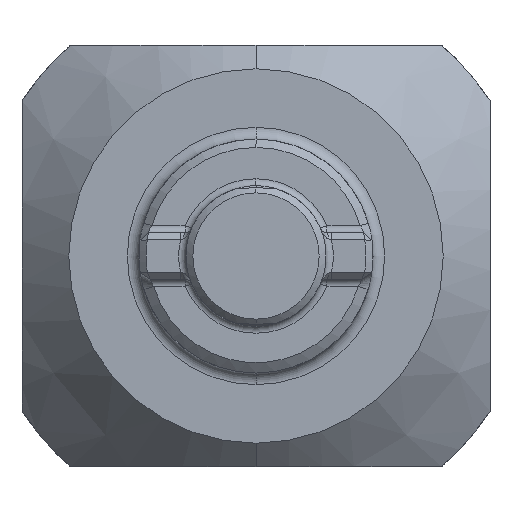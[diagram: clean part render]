
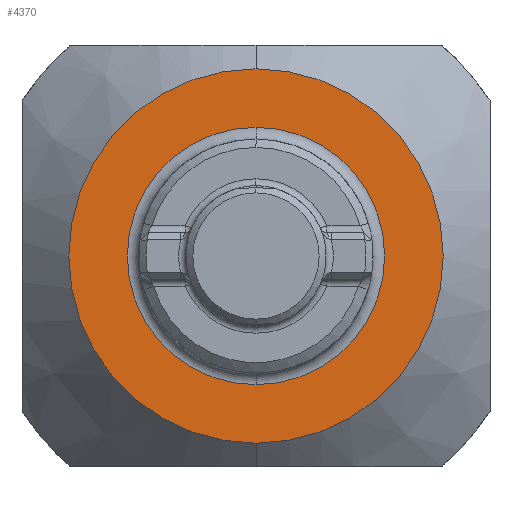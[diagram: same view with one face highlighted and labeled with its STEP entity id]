
A CAD part, left-side view. The second image highlights one B-rep face of the part: STEP entity #4370.
In plain terms, the highlighted planar face has unit normal (-1, 0, 0).
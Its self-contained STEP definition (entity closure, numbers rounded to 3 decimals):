
#96 = EDGE_CURVE ( 'NONE', #5638, #4563, #3920, .T. ) ;
#124 = VERTEX_POINT ( 'NONE', #2677 ) ;
#176 = DIRECTION ( 'NONE',  ( -1., 0., 0. ) ) ;
#185 = ORIENTED_EDGE ( 'NONE', *, *, #2569, .F. ) ;
#750 = DIRECTION ( 'NONE',  ( 0., 0., 1. ) ) ;
#852 = CIRCLE ( 'NONE', #5504, 8. ) ;
#905 = EDGE_LOOP ( 'NONE', ( #4135, #185 ) ) ;
#952 = AXIS2_PLACEMENT_3D ( 'NONE', #1815, #6361, #750 ) ;
#1079 = DIRECTION ( 'NONE',  ( 1., 0., 0. ) ) ;
#1211 = FACE_OUTER_BOUND ( 'NONE', #905, .T. ) ;
#1410 = CARTESIAN_POINT ( 'NONE',  ( 27., 0., 5.5 ) ) ;
#1815 = CARTESIAN_POINT ( 'NONE',  ( 27., 5., 0. ) ) ;
#1859 = EDGE_LOOP ( 'NONE', ( #2500, #6344 ) ) ;
#1905 = CIRCLE ( 'NONE', #3816, 5.5 ) ;
#2254 = DIRECTION ( 'NONE',  ( 0., 0., 1. ) ) ;
#2313 = DIRECTION ( 'NONE',  ( 0., 0., 1. ) ) ;
#2500 = ORIENTED_EDGE ( 'NONE', *, *, #96, .F. ) ;
#2569 = EDGE_CURVE ( 'NONE', #124, #6143, #2750, .T. ) ;
#2677 = CARTESIAN_POINT ( 'NONE',  ( 27., 0., -8. ) ) ;
#2750 = CIRCLE ( 'NONE', #3914, 8. ) ;
#2808 = FACE_BOUND ( 'NONE', #1859, .T. ) ;
#2907 = CARTESIAN_POINT ( 'NONE',  ( 27., 0., 0. ) ) ;
#3628 = DIRECTION ( 'NONE',  ( 0., 0., -1. ) ) ;
#3816 = AXIS2_PLACEMENT_3D ( 'NONE', #4896, #5761, #2313 ) ;
#3914 = AXIS2_PLACEMENT_3D ( 'NONE', #2907, #4928, #5964 ) ;
#3920 = CIRCLE ( 'NONE', #5714, 5.5 ) ;
#4135 = ORIENTED_EDGE ( 'NONE', *, *, #4286, .F. ) ;
#4232 = CARTESIAN_POINT ( 'NONE',  ( 27., 0., 0. ) ) ;
#4286 = EDGE_CURVE ( 'NONE', #6143, #124, #852, .T. ) ;
#4354 = EDGE_CURVE ( 'NONE', #4563, #5638, #1905, .T. ) ;
#4370 = ADVANCED_FACE ( 'NONE', ( #2808, #1211 ), #5863, .F. ) ;
#4478 = CARTESIAN_POINT ( 'NONE',  ( 27., 0., 8. ) ) ;
#4563 = VERTEX_POINT ( 'NONE', #6054 ) ;
#4896 = CARTESIAN_POINT ( 'NONE',  ( 27., 0., 0. ) ) ;
#4928 = DIRECTION ( 'NONE',  ( 1., 0., 0. ) ) ;
#5504 = AXIS2_PLACEMENT_3D ( 'NONE', #5622, #1079, #3628 ) ;
#5622 = CARTESIAN_POINT ( 'NONE',  ( 27., 0., 0. ) ) ;
#5638 = VERTEX_POINT ( 'NONE', #1410 ) ;
#5714 = AXIS2_PLACEMENT_3D ( 'NONE', #4232, #176, #2254 ) ;
#5761 = DIRECTION ( 'NONE',  ( -1., 0., 0. ) ) ;
#5863 = PLANE ( 'NONE',  #952 ) ;
#5964 = DIRECTION ( 'NONE',  ( 0., 0., -1. ) ) ;
#6054 = CARTESIAN_POINT ( 'NONE',  ( 27., 0., -5.5 ) ) ;
#6143 = VERTEX_POINT ( 'NONE', #4478 ) ;
#6344 = ORIENTED_EDGE ( 'NONE', *, *, #4354, .F. ) ;
#6361 = DIRECTION ( 'NONE',  ( 1., 0., 0. ) ) ;
